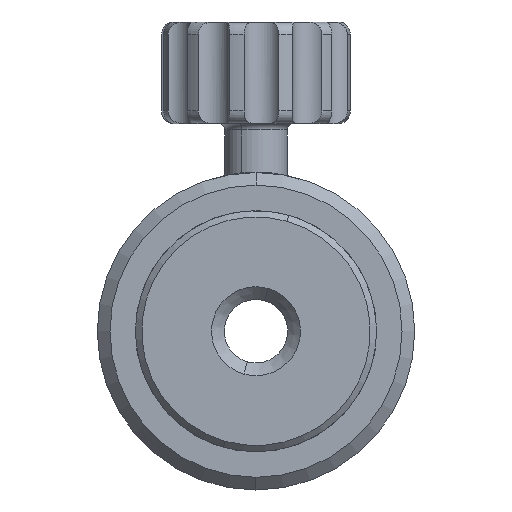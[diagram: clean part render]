
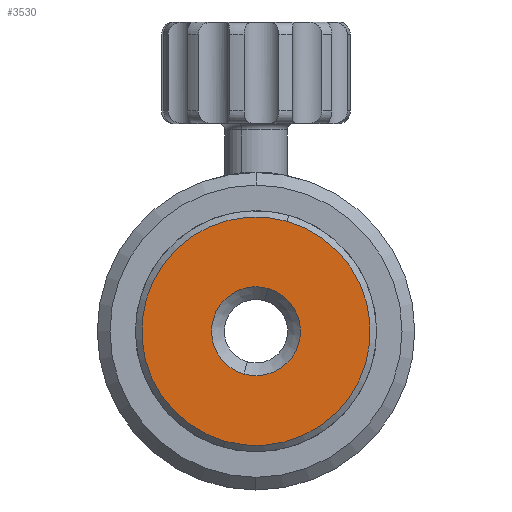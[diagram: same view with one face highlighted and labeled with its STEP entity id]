
A CAD part, front view. The second image highlights one B-rep face of the part: STEP entity #3530.
In plain terms, the highlighted planar face has unit normal (0, -1, 0).
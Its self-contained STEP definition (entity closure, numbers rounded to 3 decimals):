
#17 = CARTESIAN_POINT ( 'NONE',  ( -2.451, -9.728, -8.66 ) ) ;
#75 = CARTESIAN_POINT ( 'NONE',  ( 0., -9.728, 0. ) ) ;
#169 = ORIENTED_EDGE ( 'NONE', *, *, #576, .T. ) ;
#341 = DIRECTION ( 'NONE',  ( 0., 1., 0. ) ) ;
#576 = EDGE_CURVE ( 'NONE', #1594, #4827, #3753, .T. ) ;
#617 = CIRCLE ( 'NONE', #1419, 3.5 ) ;
#821 = CARTESIAN_POINT ( 'NONE',  ( 0.953, -9.728, 3.368 ) ) ;
#1125 = FACE_OUTER_BOUND ( 'NONE', #3068, .T. ) ;
#1197 = DIRECTION ( 'NONE',  ( 0.272, 0., 0.962 ) ) ;
#1317 = VERTEX_POINT ( 'NONE', #4475 ) ;
#1347 = DIRECTION ( 'NONE',  ( 0., -1., 0. ) ) ;
#1419 = AXIS2_PLACEMENT_3D ( 'NONE', #4811, #341, #3183 ) ;
#1483 = DIRECTION ( 'NONE',  ( 0., -1., 0. ) ) ;
#1484 = ORIENTED_EDGE ( 'NONE', *, *, #2723, .T. ) ;
#1594 = VERTEX_POINT ( 'NONE', #821 ) ;
#1756 = DIRECTION ( 'NONE',  ( 0.272, 0., 0.962 ) ) ;
#1917 = EDGE_CURVE ( 'NONE', #4827, #1594, #617, .T. ) ;
#2203 = AXIS2_PLACEMENT_3D ( 'NONE', #4280, #3515, #4680 ) ;
#2532 = DIRECTION ( 'NONE',  ( 0.272, 0., 0.962 ) ) ;
#2642 = CIRCLE ( 'NONE', #3120, 9. ) ;
#2723 = EDGE_CURVE ( 'NONE', #1317, #3224, #2642, .T. ) ;
#3068 = EDGE_LOOP ( 'NONE', ( #1484, #5062 ) ) ;
#3120 = AXIS2_PLACEMENT_3D ( 'NONE', #75, #1347, #1756 ) ;
#3183 = DIRECTION ( 'NONE',  ( 0.272, 0., 0.962 ) ) ;
#3224 = VERTEX_POINT ( 'NONE', #17 ) ;
#3325 = DIRECTION ( 'NONE',  ( 0., 1., 0. ) ) ;
#3346 = AXIS2_PLACEMENT_3D ( 'NONE', #5020, #3325, #2532 ) ;
#3515 = DIRECTION ( 'NONE',  ( 0., 1., 0. ) ) ;
#3530 = ADVANCED_FACE ( 'NONE', ( #5071, #1125 ), #4759, .F. ) ;
#3703 = EDGE_LOOP ( 'NONE', ( #4111, #169 ) ) ;
#3753 = CIRCLE ( 'NONE', #3346, 3.5 ) ;
#4111 = ORIENTED_EDGE ( 'NONE', *, *, #1917, .T. ) ;
#4158 = AXIS2_PLACEMENT_3D ( 'NONE', #4214, #1483, #1197 ) ;
#4214 = CARTESIAN_POINT ( 'NONE',  ( 0., -9.728, 0. ) ) ;
#4280 = CARTESIAN_POINT ( 'NONE',  ( 0., -9.728, 0. ) ) ;
#4302 = EDGE_CURVE ( 'NONE', #3224, #1317, #4686, .T. ) ;
#4475 = CARTESIAN_POINT ( 'NONE',  ( 2.451, -9.728, 8.66 ) ) ;
#4680 = DIRECTION ( 'NONE',  ( 0.272, 0., 0.962 ) ) ;
#4686 = CIRCLE ( 'NONE', #4158, 9. ) ;
#4759 = PLANE ( 'NONE',  #2203 ) ;
#4811 = CARTESIAN_POINT ( 'NONE',  ( 0., -9.728, 0. ) ) ;
#4827 = VERTEX_POINT ( 'NONE', #5088 ) ;
#5020 = CARTESIAN_POINT ( 'NONE',  ( 0., -9.728, 0. ) ) ;
#5062 = ORIENTED_EDGE ( 'NONE', *, *, #4302, .T. ) ;
#5071 = FACE_BOUND ( 'NONE', #3703, .T. ) ;
#5088 = CARTESIAN_POINT ( 'NONE',  ( -0.953, -9.728, -3.368 ) ) ;
